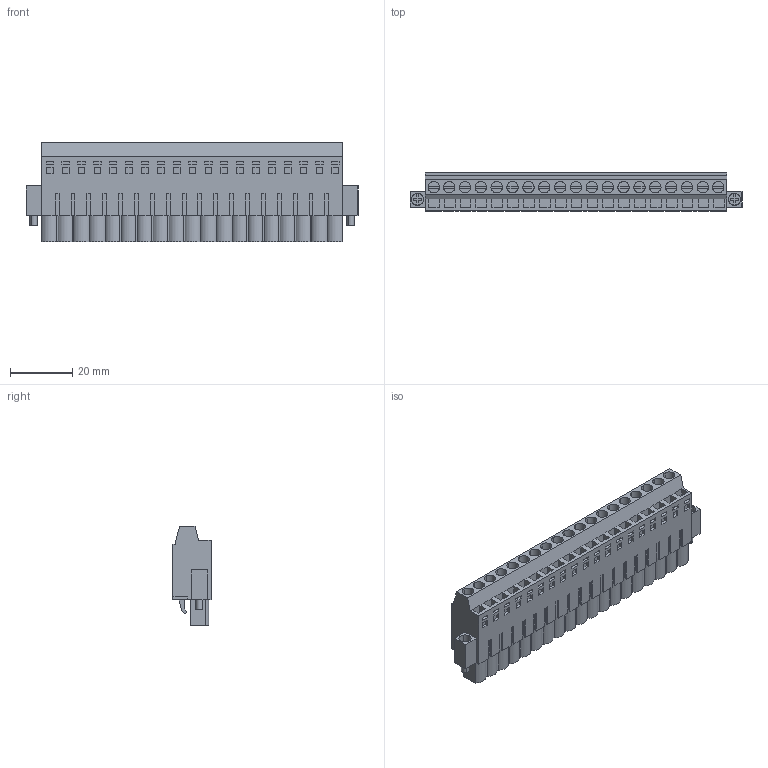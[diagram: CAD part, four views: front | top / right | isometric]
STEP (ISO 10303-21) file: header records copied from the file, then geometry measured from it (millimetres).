
FILE_DESCRIPTION(('CATIA V5 STEP Exchange','CAx-IF Rec.Pracs.--- Model Styling and Organization---1.2---2011-12-15'),'2;1');
FILE_NAME ('D1457355_0_1844160000_1844160000.stp','2017-10-31T20:29:07+00:00',('none'),('Weidmueller'),'CATIA Version 5-6 Release 2014','CATIA V5 STEP AP214','none');
FILE_SCHEMA(('AUTOMOTIVE_DESIGN { 1 0 10303 214 1 1 1 1 }'));
Length unit declared in the file: millimetre
Products named in the file (1): 1844160000
Bounding box: 106.32 x 12.2 x 31.8 mm (x, y, z)
Volume: 26296.6 mm3; surface area: 14943.2 mm2
Topology: 22 solids, 22 shells, 1282 faces, 3565 edges, 2430 vertices
Faces by surface type: plane 1102, cylinder 180
Entity records: 39292 total; most frequent: CARTESIAN_POINT 7185, ORIENTED_EDGE 7130, DIRECTION 5083, EDGE_CURVE 3565, VECTOR 3121, LINE 3121, VERTEX_POINT 2430, EDGE_LOOP 1389
